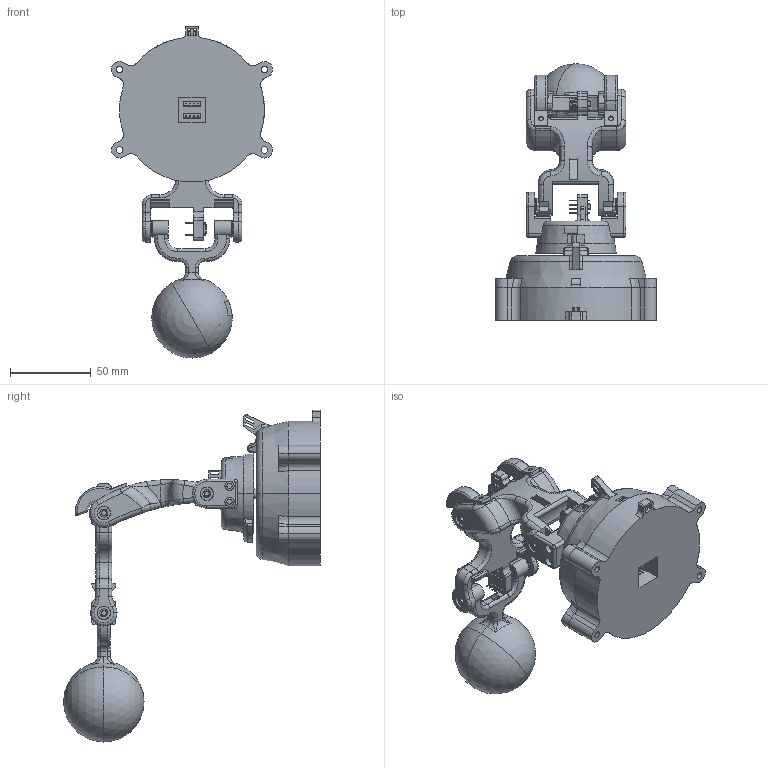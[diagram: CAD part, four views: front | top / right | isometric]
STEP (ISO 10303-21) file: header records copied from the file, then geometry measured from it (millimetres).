
FILE_DESCRIPTION (( 'STEP AP214' ), '1' );
FILE_NAME ('MAIN.STEP', '2020-11-13T09:53:12', ( '' ), ( '' ), 'SwSTEP 2.0', 'SolidWorks 2020', '' );
FILE_SCHEMA (( 'AUTOMOTIVE_DESIGN' ));
Length unit declared in the file: millimetre
Products named in the file (14): bearing_606; Part3^_MAIN; MAIN; magnet; Link1^_MAIN; Base^_MAIN; Base2^_MAIN; vibration; bearing_623SLDPRT; screw; TLE5012B; Link4^_MAIN; Link2^_MAIN; Link3^_MAIN
Assembly tree (24 placements, depth 2):
  MAIN
    Link2^_MAIN
    TLE5012B  x4
    magnet  x4
    Link3^_MAIN
    bearing_623SLDPRT  x6
    Link1^_MAIN
    Base^_MAIN
    Link4^_MAIN
    bearing_606
    screw
    Part3^_MAIN
    vibration
    Base2^_MAIN
Bounding box: 99.98 x 159.5 x 206.2 mm (x, y, z)
Volume: 285365.9 mm3; surface area: 123354.8 mm2
Topology: 30 solids, 30 shells, 1924 faces, 4817 edges, 3096 vertices
Faces by surface type: plane 1095, cylinder 532, torus 178, bspline 60, sphere 40, cone 19
Entity records: 48212 total; most frequent: CARTESIAN_POINT 12482, DIRECTION 7147, ORIENTED_EDGE 6904, EDGE_CURVE 3452, AXIS2_PLACEMENT_3D 2640, VERTEX_POINT 2207, VECTOR 1867, LINE 1867
